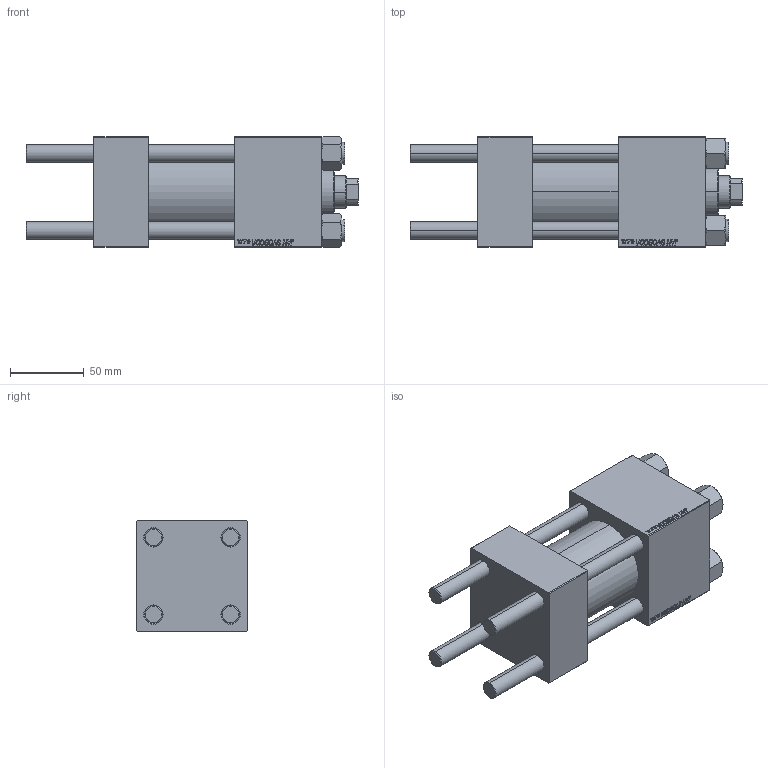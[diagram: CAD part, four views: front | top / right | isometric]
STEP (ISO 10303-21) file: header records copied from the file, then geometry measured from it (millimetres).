
FILE_DESCRIPTION (( 'STEP AP203' ), '1' );
FILE_NAME ('84c4.STEP', '2025-07-29T09:34:47', ( '' ), ( '' ), 'SwSTEP 2.0', 'SolidWorks 2019', '' );
FILE_SCHEMA (( 'CONFIG_CONTROL_DESIGN' ));
Length unit declared in the file: millimetre
Products named in the file (6): NUT_M5 2147ed4b0dc8c92dfa61fe5ea9867dce; V215_VC_A 2147ed4b0dc8c92dfa61fe5ea9867dce; V215CR_VCP 2147ed4b0dc8c92dfa61fe5ea9867dce; V215CR_BODY_A 2147ed4b0dc8c92dfa61fe5ea9867dce; 84c4; CR025_012_A_0_G_A_G_M_020_+#_##_TYCINKA 2147ed4b0dc8c92dfa61fe5ea9867dce
Assembly tree (11 placements, depth 2):
  84c4
    V215CR_BODY_A 2147ed4b0dc8c92dfa61fe5ea9867dce
    CR025_012_A_0_G_A_G_M_020_+#_##_TYCINKA 2147ed4b0dc8c92dfa61fe5ea9867dce  x4
    NUT_M5 2147ed4b0dc8c92dfa61fe5ea9867dce  x4
    V215CR_VCP 2147ed4b0dc8c92dfa61fe5ea9867dce
    V215_VC_A 2147ed4b0dc8c92dfa61fe5ea9867dce
Bounding box: 225 x 75 x 75.54 mm (x, y, z)
Volume: 689091.7 mm3; surface area: 163504.6 mm2
Topology: 11 solids, 11 shells, 1135 faces, 2860 edges, 1855 vertices
Faces by surface type: plane 520, bspline 392, cone 136, cylinder 79, torus 8
Entity records: 49916 total; most frequent: CARTESIAN_POINT 27013, ORIENTED_EDGE 5212, DIRECTION 3250, EDGE_CURVE 2606, VERTEX_POINT 1711, VECTOR 1586, LINE 1586, EDGE_LOOP 1143
